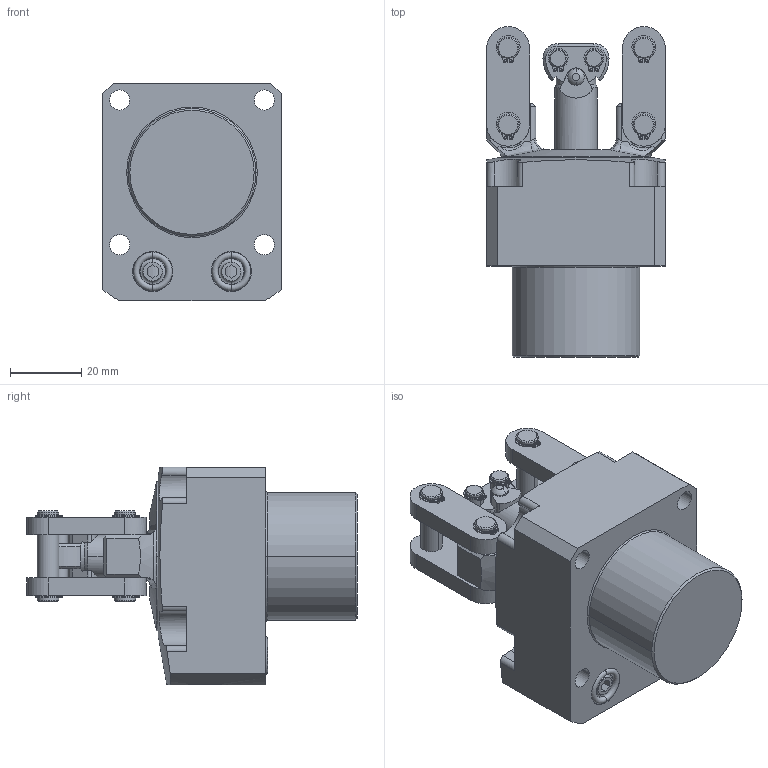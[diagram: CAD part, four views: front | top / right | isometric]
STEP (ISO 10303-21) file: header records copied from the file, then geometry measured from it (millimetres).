
FILE_DESCRIPTION((''),'2;1');
FILE_NAME('ILC16321520','2020-07-09T',('athomsen'),(''),'PRO/ENGINEER BY PARAMETRIC TECHNOLOGY CORPORATION, 2013320','PRO/ENGINEER BY PARAMETRIC TECHNOLOGY CORPORATION, 2013320','');
FILE_SCHEMA(('AUTOMOTIVE_DESIGN { 1 0 10303 214 1 1 1 1 }'));
Length unit declared in the file: inch
Products named in the file (3): ILC16321500_BODY; ILC16321520_LUG; ILC16321520
Assembly tree (2 placements, depth 2):
  ILC16321520
    ILC16321500_BODY
    ILC16321520_LUG
Bounding box: 50.01 x 92.58 x 60.99 mm (x, y, z)
Volume: 126633 mm3; surface area: 32765 mm2
Topology: 4 solids, 12 shells, 623 faces, 1587 edges, 1020 vertices
Faces by surface type: cylinder 294, plane 217, cone 64, torus 32, sphere 8, bspline 8
Entity records: 25140 total; most frequent: CARTESIAN_POINT 4541, DIRECTION 3465, ORIENTED_EDGE 3158, PRESENTATION_STYLE_ASSIGNMENT 1595, STYLED_ITEM 1595, CURVE_STYLE 1587, EDGE_CURVE 1587, AXIS2_PLACEMENT_3D 1384
